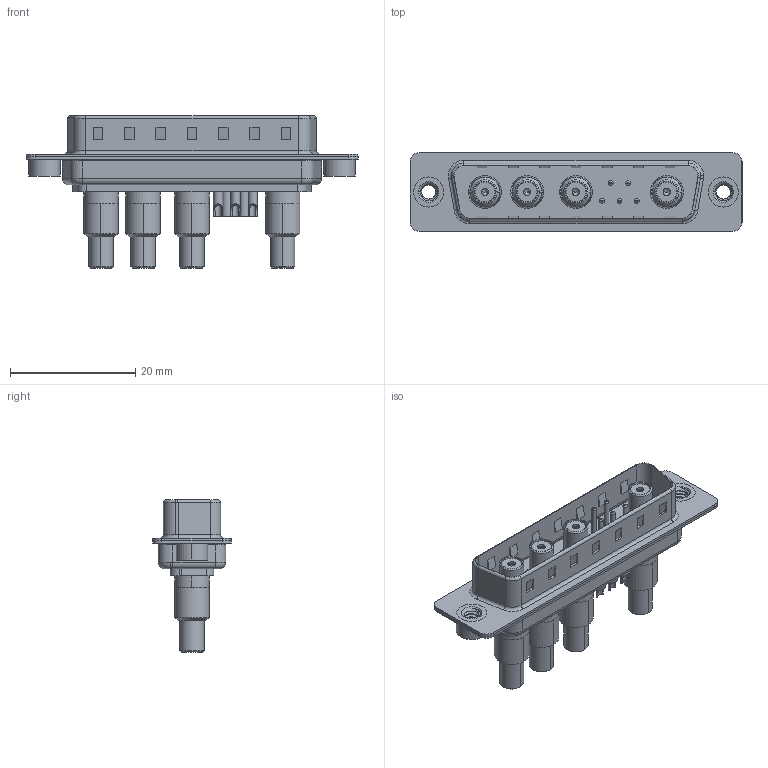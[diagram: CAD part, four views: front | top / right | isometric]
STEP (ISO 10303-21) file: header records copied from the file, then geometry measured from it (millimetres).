
FILE_DESCRIPTION (( 'STEP AP203' ), '1' );
FILE_NAME ('627-9W4-222-7T2.STEP', '2019-05-26T03:43:28', ( '' ), ( '' ), 'SwSTEP 2.0', 'SolidWorks 2016', '' );
FILE_SCHEMA (( 'CONFIG_CONTROL_DESIGN' ));
Length unit declared in the file: millimetre
Products named in the file (14): Insulator Socket 2; Locking Collar; Socket_Solder Cup; 627Combo Housing_9W4; Solder Cover; 627Combo Shell Rear_25 Contacts; Co-Ax Jack Assy_SC; 627Combo Shell Front_25 Contacts; 627Combo Contact Row 1_22; 627Combo Threaded Rivet_2; 627Combo Contact Row 2_22; Co-Ax Jack_Solder Cup Tail; 627-9W4-222-7T2; Insulator Socket
Assembly tree (20 placements, depth 3):
  627-9W4-222-7T2
    627Combo Housing_9W4
    627Combo Shell Rear_25 Contacts
    627Combo Shell Front_25 Contacts
    627Combo Threaded Rivet_2  x2
    Co-Ax Jack Assy_SC  x4
      Co-Ax Jack_Solder Cup Tail
      Insulator Socket
      Insulator Socket 2
      Locking Collar
      Socket_Solder Cup
      Solder Cover
    627Combo Contact Row 1_22  x2
    627Combo Contact Row 2_22  x3
Bounding box: 53 x 12.6 x 24.3 mm (x, y, z)
Volume: 3235.6 mm3; surface area: 10093.2 mm2
Topology: 34 solids, 34 shells, 1081 faces, 2533 edges, 1561 vertices
Faces by surface type: cylinder 473, plane 376, torus 116, cone 102, bspline 14
Entity records: 20470 total; most frequent: CARTESIAN_POINT 4643, DIRECTION 3133, ORIENTED_EDGE 2826, EDGE_CURVE 1413, AXIS2_PLACEMENT_3D 1196, VERTEX_POINT 888, VECTOR 741, LINE 741
